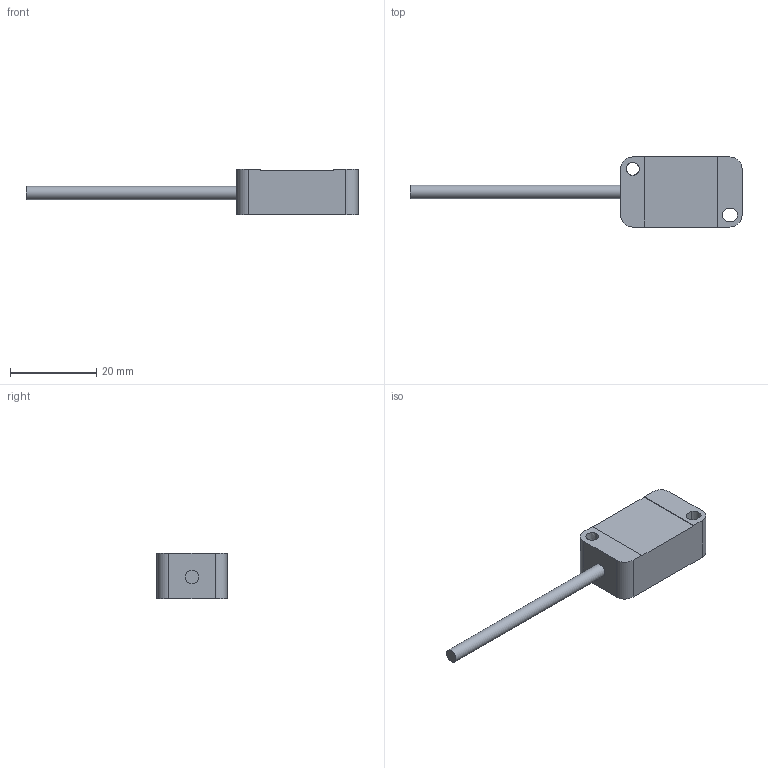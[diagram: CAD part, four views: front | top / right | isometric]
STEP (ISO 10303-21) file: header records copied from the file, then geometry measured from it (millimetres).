
FILE_DESCRIPTION(('FreeCAD Model'),'2;1');
FILE_NAME('DCR_30_K_02_xxLK.step','2017-03-23T17:58:48',( 'FreeCAD'),('FreeCAD'),'Open CASCADE STEP processor 6.7','FreeCAD', 'Unknown');
FILE_SCHEMA(('AUTOMOTIVE_DESIGN_CC2 { 1 2 10303 214 -1 1 5 4 }'));
Length unit declared in the file: millimetre
Products named in the file (1): DCR_30_K_02_xxLK
Bounding box: 77.2 x 16.3 x 10.5 mm (x, y, z)
Volume: 2000 mm3; surface area: 3901.5 mm2
Topology: 1 solids, 2 shells, 110 faces, 283 edges, 187 vertices
Faces by surface type: plane 70, cylinder 38, bspline 2
Full cylindrical faces by diameter (mm): 3.1 x1, 3.5 x1
Entity records: 8440 total; most frequent: CARTESIAN_POINT 2280, DIRECTION 915, ORIENTED_EDGE 566, PCURVE 566, DEFINITIONAL_REPRESENTATION 566, LINE 514, VECTOR 514, EDGE_CURVE 283
